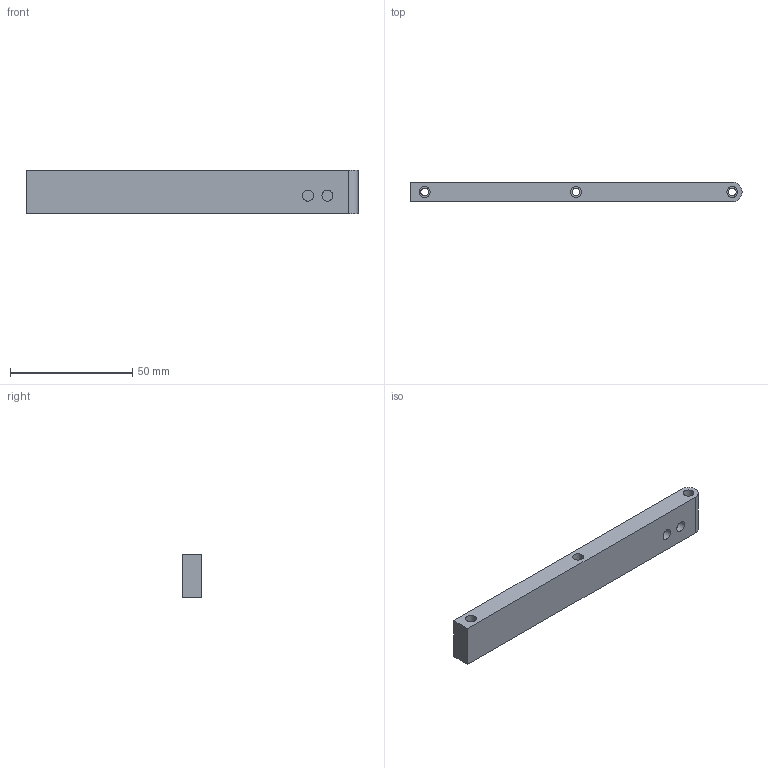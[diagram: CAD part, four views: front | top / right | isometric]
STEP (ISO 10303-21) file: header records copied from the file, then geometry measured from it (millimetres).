
FILE_DESCRIPTION(/* description */ (''),/* implementation_level */ '2;1');
FILE_NAME(/* name */ 'Cable Chain mounting Block.step',/* time_stamp */ '2020-11-16T21:27:38+01:00',/* author */ (''),/* organization */ (''),/* preprocessor_version */ 'ST-DEVELOPER v18.1',/* originating_system */ 'Autodesk Translation Framework v9.3.0.1241',/* authorisation */ '');
FILE_SCHEMA (('AUTOMOTIVE_DESIGN { 1 0 10303 214 3 1 1 }'));
Length unit declared in the file: millimetre
Products named in the file (3): Cable Chain mounting Block; Cable Chain Mounting Block_1; Block
Assembly tree (2 placements, depth 3):
  Cable Chain mounting Block
    Cable Chain Mounting Block_1
      Block
Bounding box: 136 x 8 x 18 mm (x, y, z)
Volume: 18749.5 mm3; surface area: 7981.8 mm2
Topology: 1 solids, 1 shells, 21 faces, 42 edges, 28 vertices
Faces by surface type: plane 11, cylinder 10
Full cylindrical faces by diameter (mm): 3.2 x3, 4.5 x5
Entity records: 641 total; most frequent: DIRECTION 114, CARTESIAN_POINT 96, ORIENTED_EDGE 84, AXIS2_PLACEMENT_3D 46, EDGE_CURVE 42, EDGE_LOOP 32, VERTEX_POINT 28, LINE 22
